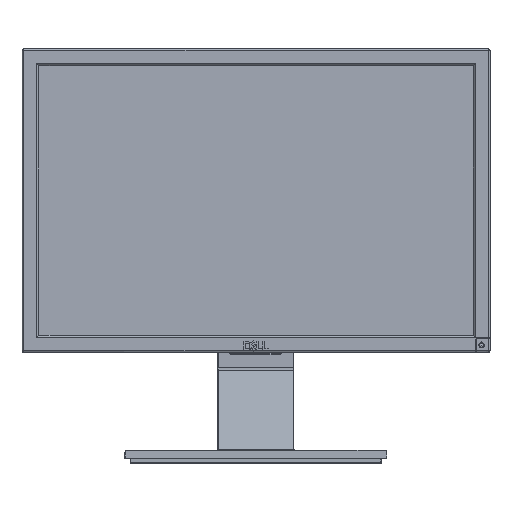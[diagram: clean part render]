
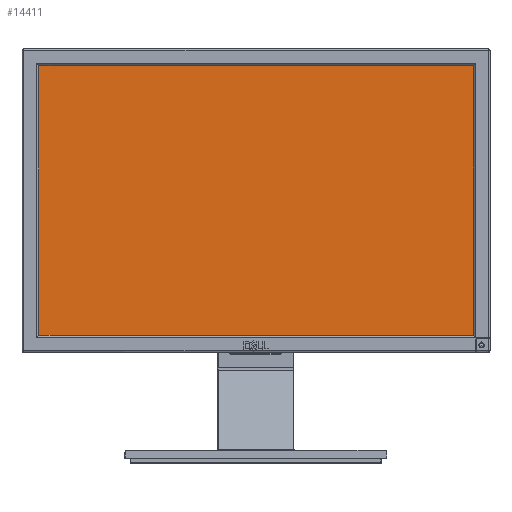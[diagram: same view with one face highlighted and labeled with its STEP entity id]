
A CAD part, top view. The second image highlights one B-rep face of the part: STEP entity #14411.
In plain terms, the highlighted planar face has unit normal (0.003, 0, 1).
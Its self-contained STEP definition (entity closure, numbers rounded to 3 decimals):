
#406 = VERTEX_POINT ( 'NONE', #14324 ) ;
#412 = VERTEX_POINT ( 'NONE', #14334 ) ;
#417 = VERTEX_POINT ( 'NONE', #14342 ) ;
#3831 = CARTESIAN_POINT ( 'NONE',  ( 285.482, 116.242, 150.313 ) ) ;
#4649 = AXIS2_PLACEMENT_3D ( 'NONE', #19406, #19407, #19408 ) ;
#13871 = FACE_OUTER_BOUND ( 'NONE', #28188, .T. ) ;
#14324 = CARTESIAN_POINT ( 'NONE',  ( 285.482, 436.242, 150.313 ) ) ;
#14334 = CARTESIAN_POINT ( 'NONE',  ( -229.516, 436.242, 151.832 ) ) ;
#14342 = CARTESIAN_POINT ( 'NONE',  ( -229.516, 116.242, 151.832 ) ) ;
#14411 = ADVANCED_FACE ( 'NONE', ( #13871 ), #19387, .T. ) ;
#19387 = PLANE ( 'NONE',  #4649 ) ;
#19406 = CARTESIAN_POINT ( 'NONE',  ( 27.983, 276.242, 151.073 ) ) ;
#19407 = DIRECTION ( 'NONE',  ( 0.003, 0., 1. ) ) ;
#19408 = DIRECTION ( 'NONE',  ( 1., 0., -0.003 ) ) ;
#22075 = LINE ( 'NONE', #34923, #22078 ) ;
#22078 = VECTOR ( 'NONE', #34927, 1000. ) ;
#22079 = LINE ( 'NONE', #34925, #22084 ) ;
#22081 = LINE ( 'NONE', #34931, #22092 ) ;
#22084 = VECTOR ( 'NONE', #34937, 1000. ) ;
#22085 = LINE ( 'NONE', #34945, #22088 ) ;
#22088 = VECTOR ( 'NONE', #34948, 1000. ) ;
#22092 = VECTOR ( 'NONE', #34955, 1000. ) ;
#24035 = ORIENTED_EDGE ( 'NONE', *, *, #28891, .T. ) ;
#24037 = ORIENTED_EDGE ( 'NONE', *, *, #28884, .T. ) ;
#24039 = ORIENTED_EDGE ( 'NONE', *, *, #28887, .T. ) ;
#24042 = ORIENTED_EDGE ( 'NONE', *, *, #28889, .T. ) ;
#28188 = EDGE_LOOP ( 'NONE', ( #24035, #24037, #24039, #24042 ) ) ;
#28884 = EDGE_CURVE ( 'NONE', #35390, #406, #22075, .T. ) ;
#28887 = EDGE_CURVE ( 'NONE', #406, #412, #22079, .T. ) ;
#28889 = EDGE_CURVE ( 'NONE', #412, #417, #22085, .T. ) ;
#28891 = EDGE_CURVE ( 'NONE', #417, #35390, #22081, .T. ) ;
#34923 = CARTESIAN_POINT ( 'NONE',  ( 285.482, 276.242, 150.313 ) ) ;
#34925 = CARTESIAN_POINT ( 'NONE',  ( 27.983, 436.242, 151.073 ) ) ;
#34927 = DIRECTION ( 'NONE',  ( 0., 1., 0. ) ) ;
#34931 = CARTESIAN_POINT ( 'NONE',  ( 27.983, 116.242, 151.073 ) ) ;
#34937 = DIRECTION ( 'NONE',  ( -1., 0., 0.003 ) ) ;
#34945 = CARTESIAN_POINT ( 'NONE',  ( -229.516, 276.242, 151.832 ) ) ;
#34948 = DIRECTION ( 'NONE',  ( 0., -1., 0. ) ) ;
#34955 = DIRECTION ( 'NONE',  ( 1., 0., -0.003 ) ) ;
#35390 = VERTEX_POINT ( 'NONE', #3831 ) ;
